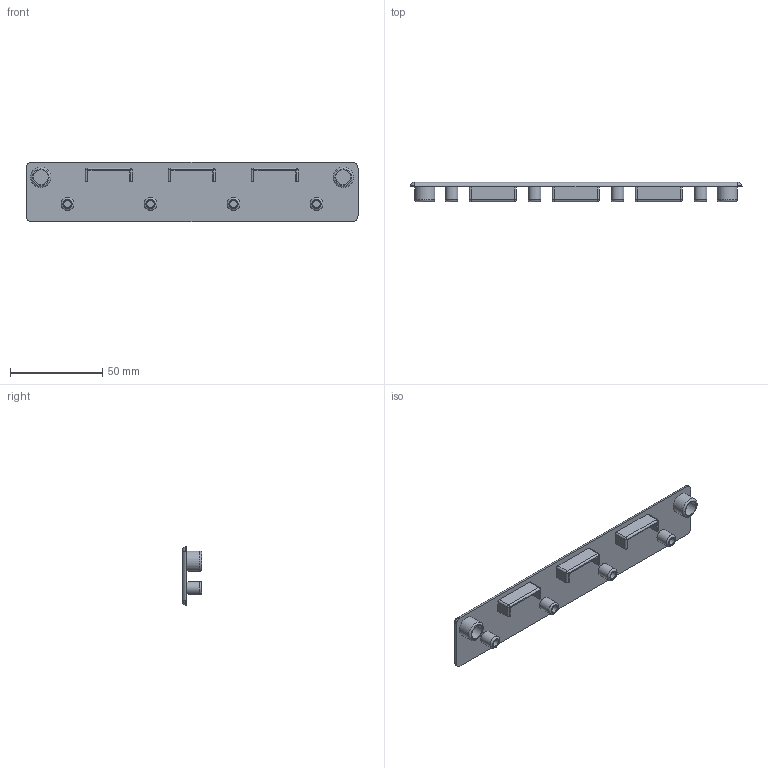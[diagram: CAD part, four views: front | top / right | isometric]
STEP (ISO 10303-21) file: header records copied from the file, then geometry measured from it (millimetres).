
FILE_DESCRIPTION(/* description */ (''),/* implementation_level */ '2;1');
FILE_NAME(/* name */ '60-180-1.stp',/* time_stamp */ '2023-12-11T15:17:54-05:00',/* author */ ('esanner'),/* organization */ (''),/* preprocessor_version */ 'ST-DEVELOPER v19',/* originating_system */ 'AutoCAD Mechanical',/* authorisation */ '');
FILE_SCHEMA (('AUTOMOTIVE_DESIGN { 1 0 10303 214 3 1 1 }'));
Length unit declared in the file: millimetre
Products named in the file (1): Product
Bounding box: 180 x 10.5 x 32 mm (x, y, z)
Volume: 16630.5 mm3; surface area: 15858.8 mm2
Topology: 1 solids, 1 shells, 92 faces, 203 edges, 128 vertices
Faces by surface type: plane 41, cylinder 35, sphere 10, torus 6
Full cylindrical faces by diameter (mm): 4 x4, 7 x4, 8 x2, 11 x2
Entity records: 2642 total; most frequent: CARTESIAN_POINT 532, DIRECTION 461, ORIENTED_EDGE 406, EDGE_CURVE 203, AXIS2_PLACEMENT_3D 177, VERTEX_POINT 128, LINE 107, VECTOR 107
